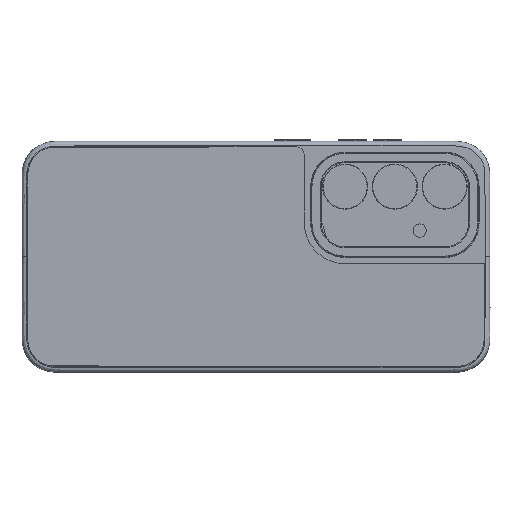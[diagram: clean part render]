
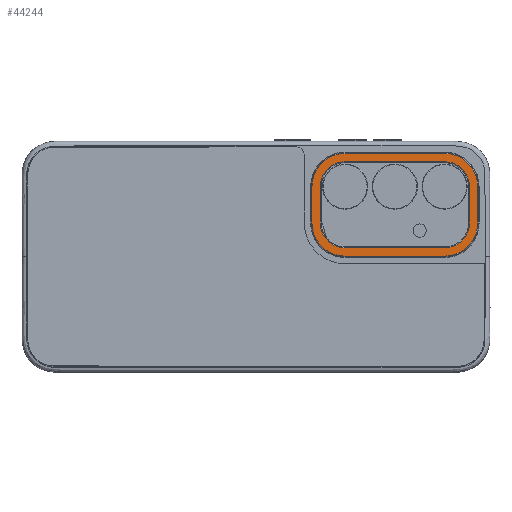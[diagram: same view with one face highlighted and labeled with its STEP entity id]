
A CAD part, top view. The second image highlights one B-rep face of the part: STEP entity #44244.
In plain terms, the highlighted planar face has unit normal (0, 0, 1).
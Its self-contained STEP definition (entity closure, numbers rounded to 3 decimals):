
#42389=DIRECTION('',(1.,0.,0.));
#42390=VECTOR('',#42389,11.75);
#42391=CARTESIAN_POINT('',(21.985,-47.88,
1.3));
#42392=LINE('',#42391,#42390);
#42403=DIRECTION('',(0.,-1.,0.));
#42404=VECTOR('',#42403,32.119);
#42405=CARTESIAN_POINT('',(13.974,-58.565,
1.3));
#42406=LINE('',#42405,#42404);
#42410=CARTESIAN_POINT('',(21.985,-90.685,
1.3));
#42411=DIRECTION('',(0.,0.,1.));
#42412=DIRECTION('',(-1.,0.,0.));
#42413=AXIS2_PLACEMENT_3D('',#42410,#42411,#42412);
#42418=DIRECTION('',(1.,0.,0.));
#42419=VECTOR('',#42418,11.75);
#42420=CARTESIAN_POINT('',(21.985,-98.696,
1.3));
#42421=LINE('',#42420,#42419);
#42425=CARTESIAN_POINT('',(33.735,-90.685,
1.3));
#42426=DIRECTION('',(0.,0.,1.));
#42427=DIRECTION('',(0.,-1.,0.));
#42428=AXIS2_PLACEMENT_3D('',#42425,#42426,#42427);
#42433=DIRECTION('',(0.,1.,0.));
#42434=VECTOR('',#42433,32.119);
#42435=CARTESIAN_POINT('',(41.746,-90.685,
1.3));
#42436=LINE('',#42435,#42434);
#42440=CARTESIAN_POINT('',(33.735,-58.565,
1.3));
#42441=DIRECTION('',(0.,0.,1.));
#42442=DIRECTION('',(1.,0.,0.));
#42443=AXIS2_PLACEMENT_3D('',#42440,#42441,#42442);
#42448=DIRECTION('',(-1.,0.,0.));
#42449=VECTOR('',#42448,11.75);
#42450=CARTESIAN_POINT('',(33.735,-50.554,
1.3));
#42451=LINE('',#42450,#42449);
#42455=CARTESIAN_POINT('',(21.985,-58.565,
1.3));
#42456=DIRECTION('',(0.,0.,1.));
#42457=DIRECTION('',(0.,1.,0.));
#42458=AXIS2_PLACEMENT_3D('',#42455,#42456,#42457);
#42463=CARTESIAN_POINT('',(33.735,-58.565,
1.3));
#42464=DIRECTION('',(0.,0.,1.));
#42465=DIRECTION('',(1.,0.,0.));
#42466=AXIS2_PLACEMENT_3D('',#42463,#42464,#42465);
#43798=CARTESIAN_POINT('',(21.985,-58.565,
1.3));
#43799=DIRECTION('',(0.,0.,1.));
#43800=DIRECTION('',(0.,1.,0.));
#43801=AXIS2_PLACEMENT_3D('',#43798,#43799,#43800);
#43830=DIRECTION('',(0.,1.,0.));
#43831=VECTOR('',#43830,32.119);
#43832=CARTESIAN_POINT('',(11.3,-90.685,
1.3));
#43833=LINE('',#43832,#43831);
#43844=CARTESIAN_POINT('',(21.985,-90.685,
1.3));
#43845=DIRECTION('',(0.,0.,1.));
#43846=DIRECTION('',(-1.,0.,0.));
#43847=AXIS2_PLACEMENT_3D('',#43844,#43845,#43846);
#43876=DIRECTION('',(-1.,0.,0.));
#43877=VECTOR('',#43876,11.75);
#43878=CARTESIAN_POINT('',(33.735,-101.37,
1.3));
#43879=LINE('',#43878,#43877);
#43890=CARTESIAN_POINT('',(33.735,-90.685,
1.3));
#43891=DIRECTION('',(0.,0.,1.));
#43892=DIRECTION('',(0.,-1.,0.));
#43893=AXIS2_PLACEMENT_3D('',#43890,#43891,#43892);
#43922=DIRECTION('',(0.,-1.,0.));
#43923=VECTOR('',#43922,32.119);
#43924=CARTESIAN_POINT('',(44.42,-58.565,
1.3));
#43925=LINE('',#43924,#43923);
#44112=CARTESIAN_POINT('',(44.42,-58.565,
1.3));
#44113=CARTESIAN_POINT('',(33.735,-47.88,
1.3));
#44114=VERTEX_POINT('',#44112);
#44115=VERTEX_POINT('',#44113);
#44116=CARTESIAN_POINT('',(44.42,-90.685,
1.3));
#44117=VERTEX_POINT('',#44116);
#44118=CARTESIAN_POINT('',(33.735,-101.37,
1.3));
#44119=VERTEX_POINT('',#44118);
#44120=CARTESIAN_POINT('',(21.985,-101.37,
1.3));
#44121=VERTEX_POINT('',#44120);
#44122=CARTESIAN_POINT('',(11.3,-90.685,
1.3));
#44123=VERTEX_POINT('',#44122);
#44124=CARTESIAN_POINT('',(11.3,-58.565,
1.3));
#44125=VERTEX_POINT('',#44124);
#44126=CARTESIAN_POINT('',(21.985,-47.88,
1.3));
#44127=VERTEX_POINT('',#44126);
#44148=CARTESIAN_POINT('',(13.974,-58.565,
1.3));
#44149=CARTESIAN_POINT('',(13.974,-90.685,
1.3));
#44150=VERTEX_POINT('',#44148);
#44151=VERTEX_POINT('',#44149);
#44154=CARTESIAN_POINT('',(21.985,-98.696,
1.3));
#44155=VERTEX_POINT('',#44154);
#44158=CARTESIAN_POINT('',(33.735,-98.696,
1.3));
#44159=VERTEX_POINT('',#44158);
#44162=CARTESIAN_POINT('',(41.746,-90.685,
1.3));
#44163=VERTEX_POINT('',#44162);
#44166=CARTESIAN_POINT('',(41.746,-58.565,
1.3));
#44167=VERTEX_POINT('',#44166);
#44170=CARTESIAN_POINT('',(33.735,-50.554,
1.3));
#44171=VERTEX_POINT('',#44170);
#44174=CARTESIAN_POINT('',(21.985,-50.554,
1.3));
#44175=VERTEX_POINT('',#44174);
#44204=CARTESIAN_POINT('',(33.735,-58.565,
1.3));
#44205=DIRECTION('',(0.,0.,-1.));
#44206=DIRECTION('',(0.,1.,0.));
#44207=AXIS2_PLACEMENT_3D('',#44204,#44205,#44206);
#44208=PLANE('',#44207);
#44210=ORIENTED_EDGE('',*,*,#44209,.F.);
#44212=ORIENTED_EDGE('',*,*,#44211,.T.);
#44214=ORIENTED_EDGE('',*,*,#44213,.F.);
#44216=ORIENTED_EDGE('',*,*,#44215,.T.);
#44218=ORIENTED_EDGE('',*,*,#44217,.F.);
#44220=ORIENTED_EDGE('',*,*,#44219,.T.);
#44222=ORIENTED_EDGE('',*,*,#44221,.F.);
#44223=ORIENTED_EDGE('',*,*,#44193,.T.);
#44224=EDGE_LOOP('',(#44210,#44212,#44214,#44216,#44218,#44220,#44222,#44223));
#44225=FACE_OUTER_BOUND('',#44224,.F.);
#44227=ORIENTED_EDGE('',*,*,#44226,.T.);
#44229=ORIENTED_EDGE('',*,*,#44228,.T.);
#44231=ORIENTED_EDGE('',*,*,#44230,.T.);
#44233=ORIENTED_EDGE('',*,*,#44232,.T.);
#44235=ORIENTED_EDGE('',*,*,#44234,.T.);
#44237=ORIENTED_EDGE('',*,*,#44236,.T.);
#44239=ORIENTED_EDGE('',*,*,#44238,.T.);
#44241=ORIENTED_EDGE('',*,*,#44240,.T.);
#44242=EDGE_LOOP('',(#44227,#44229,#44231,#44233,#44235,#44237,#44239,#44241));
#44243=FACE_BOUND('',#44242,.F.);
#42414=CIRCLE('',#42413,8.011);
#42429=CIRCLE('',#42428,8.011);
#42444=CIRCLE('',#42443,8.011);
#42459=CIRCLE('',#42458,8.011);
#42467=CIRCLE('',#42466,10.685);
#43802=CIRCLE('',#43801,10.685);
#43848=CIRCLE('',#43847,10.685);
#43894=CIRCLE('',#43893,10.685);
#44193=EDGE_CURVE('',#44127,#44115,#42392,.T.);
#44209=EDGE_CURVE('',#44114,#44115,#42467,.T.);
#44211=EDGE_CURVE('',#44114,#44117,#43925,.T.);
#44213=EDGE_CURVE('',#44119,#44117,#43894,.T.);
#44215=EDGE_CURVE('',#44119,#44121,#43879,.T.);
#44217=EDGE_CURVE('',#44123,#44121,#43848,.T.);
#44219=EDGE_CURVE('',#44123,#44125,#43833,.T.);
#44221=EDGE_CURVE('',#44127,#44125,#43802,.T.);
#44226=EDGE_CURVE('',#44150,#44151,#42406,.T.);
#44228=EDGE_CURVE('',#44151,#44155,#42414,.T.);
#44230=EDGE_CURVE('',#44155,#44159,#42421,.T.);
#44232=EDGE_CURVE('',#44159,#44163,#42429,.T.);
#44234=EDGE_CURVE('',#44163,#44167,#42436,.T.);
#44236=EDGE_CURVE('',#44167,#44171,#42444,.T.);
#44238=EDGE_CURVE('',#44171,#44175,#42451,.T.);
#44240=EDGE_CURVE('',#44175,#44150,#42459,.T.);
#44244=ADVANCED_FACE('',(#44225,#44243),#44208,.F.);
